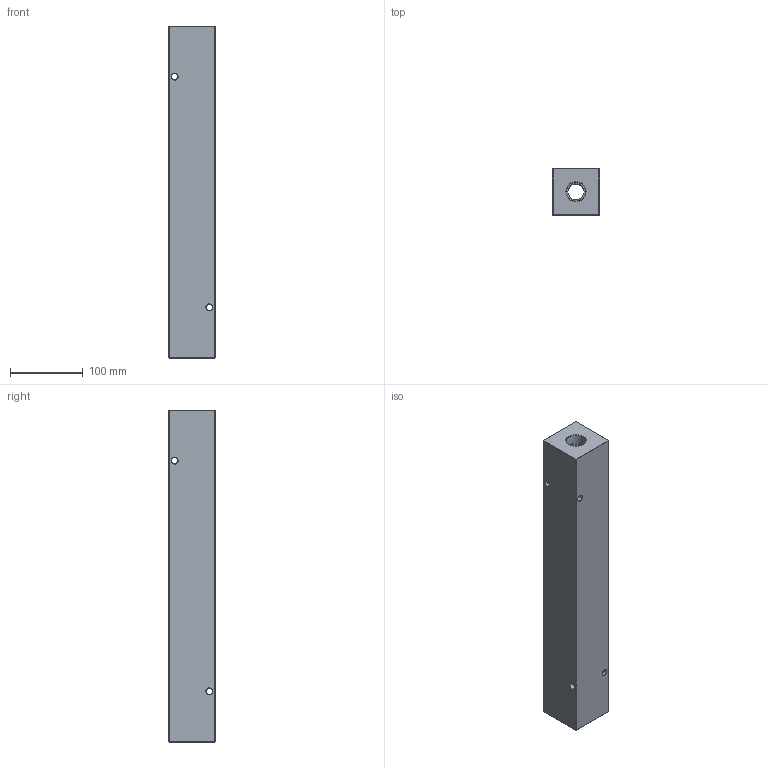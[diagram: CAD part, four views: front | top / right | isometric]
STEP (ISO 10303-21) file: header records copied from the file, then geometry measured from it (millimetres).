
FILE_DESCRIPTION (( 'STEP AP214' ), '1' );
FILE_NAME ('HM-7-0-P-12-12.STEP', '2020-02-28T20:33:14', ( '' ), ( '' ), 'SwSTEP 2.0', 'SolidWorks 2019', '' );
FILE_SCHEMA (( 'AUTOMOTIVE_DESIGN' ));
Length unit declared in the file: inch
Products named in the file (1): HM-7-0-P-12-12
Bounding box: 63.5 x 63.5 x 457.2 mm (x, y, z)
Volume: 1569619.2 mm3; surface area: 167937.4 mm2
Topology: 1 solids, 1 shells, 511 faces, 1339 edges, 872 vertices
Faces by surface type: plane 270, bspline 171, cone 38, cylinder 32
Entity records: 31018 total; most frequent: CARTESIAN_POINT 13154, ORIENTED_EDGE 2678, DIRECTION 1747, EDGE_CURVE 1339, VERTEX_POINT 872, VECTOR 841, LINE 841, EDGE_LOOP 581
